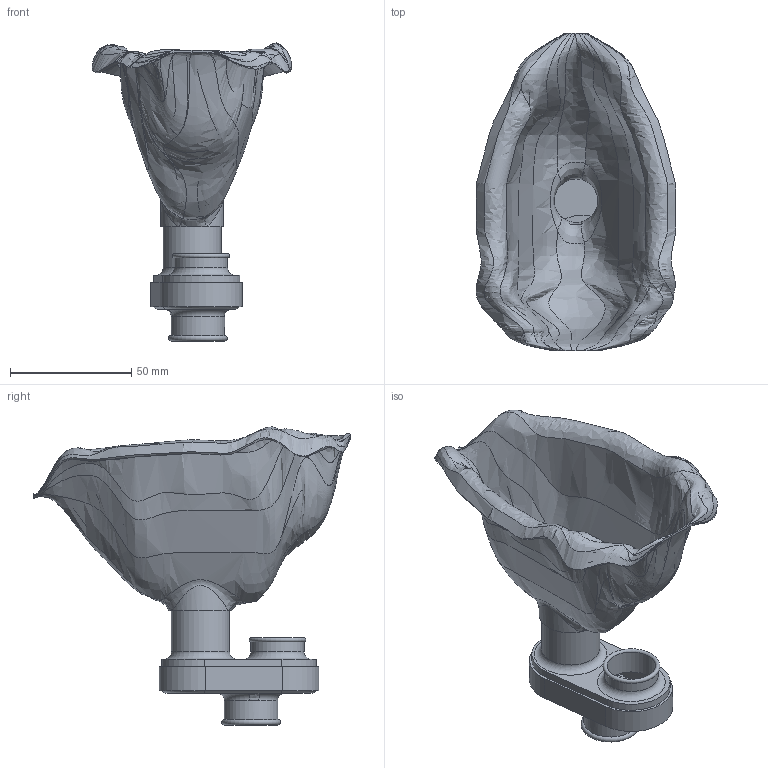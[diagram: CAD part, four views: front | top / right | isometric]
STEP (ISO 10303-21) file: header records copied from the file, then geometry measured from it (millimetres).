
FILE_DESCRIPTION(/* description */ (''),/* implementation_level */ '2;1');
FILE_NAME(/* name */ 'Maske v1.step',/* time_stamp */ '2020-03-23T00:29:14+01:00',/* author */ (''),/* organization */ (''),/* preprocessor_version */ 'ST-DEVELOPER v18',/* originating_system */ 'Autodesk Translation Framework v8.12.0.6',/* authorisation */ '');
FILE_SCHEMA (('AUTOMOTIVE_DESIGN { 1 0 10303 214 3 1 1 }'));
Length unit declared in the file: millimetre
Products named in the file (5): Maske; medical mask; BODY VALVE; flap; BODY VALVE 1
Assembly tree (4 placements, depth 2):
  Maske
    medical mask
    BODY VALVE
    flap
    BODY VALVE 1
Bounding box: 82.52 x 131 x 122.97 mm (x, y, z)
Volume: 33056.1 mm3; surface area: 63121.5 mm2
Topology: 5 solids, 5 shells, 94 faces, 425 edges, 344 vertices
Faces by surface type: bspline 34, plane 29, cylinder 23, torus 8
Full cylindrical faces by diameter (mm): 18 x1, 20 x5, 22 x2, 24 x1
Entity records: 24556 total; most frequent: CARTESIAN_POINT 21397, ORIENTED_EDGE 850, EDGE_CURVE 425, DIRECTION 365, VERTEX_POINT 344, B_SPLINE_CURVE_WITH_KNOTS 274, AXIS2_PLACEMENT_3D 145, EDGE_LOOP 107
